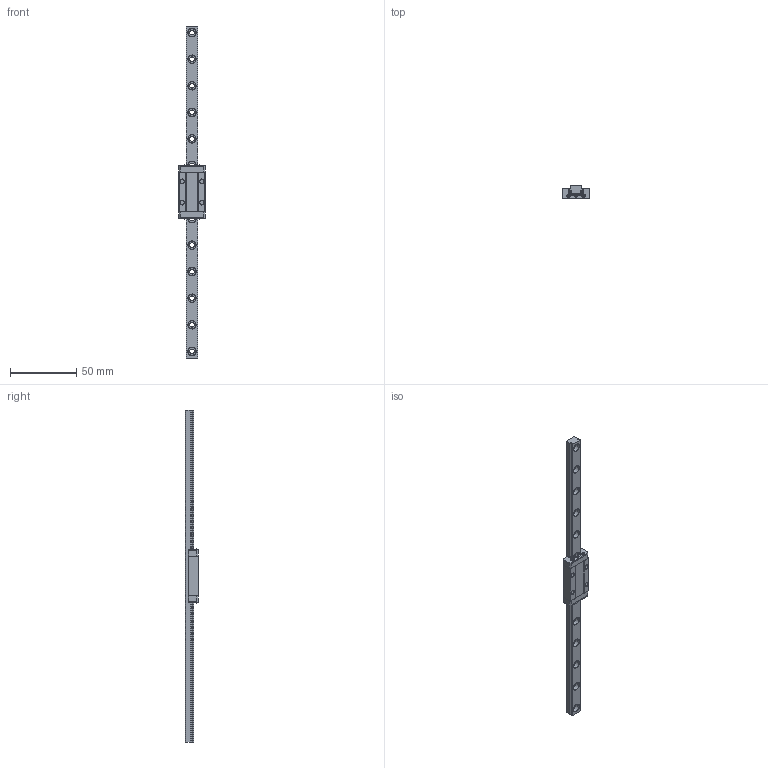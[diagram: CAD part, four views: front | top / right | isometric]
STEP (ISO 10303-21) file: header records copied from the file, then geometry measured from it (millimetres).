
FILE_DESCRIPTION(/* description */ (''),/* implementation_level */ '2;1');
FILE_NAME(/* name */ 'MGN9 - 250_v2.step',/* time_stamp */ '2023-05-23T22:39:52-06:00',/* author */ (''),/* organization */ (''),/* preprocessor_version */ 'ST-DEVELOPER v19.2',/* originating_system */ 'Autodesk Translation Framework v12.4.0.73',/* authorisation */ '');
FILE_SCHEMA (('AUTOMOTIVE_DESIGN { 1 0 10303 214 3 1 1 }'));
Length unit declared in the file: millimetre
Products named in the file (11): MGN9 - 250; MGN Carriage; MGN9H - Carriage (9); MGN9H - Carriage (11); MGN9H - Carriage (12); MGN9H - Carriage (13); MGN9H - Carriage (14); MGN9H - Carriage (15); MGN9H - Carriage (16); MGN9H - Carriage (17); MGN9H - Carriage (18)
Assembly tree (10 placements, depth 3):
  MGN9 - 250
    MGN Carriage
      MGN9H - Carriage (9)
      MGN9H - Carriage (11)
      MGN9H - Carriage (12)
      MGN9H - Carriage (13)
      MGN9H - Carriage (14)
      MGN9H - Carriage (15)
      MGN9H - Carriage (16)
      MGN9H - Carriage (17)
      MGN9H - Carriage (18)
Bounding box: 20 x 10 x 250 mm (x, y, z)
Volume: 16460.3 mm3; surface area: 13802.5 mm2
Topology: 10 solids, 10 shells, 332 faces, 880 edges, 581 vertices
Faces by surface type: plane 237, cylinder 61, cone 30, sphere 4
Full cylindrical faces by diameter (mm): 1.288 x5, 2.603 x4, 3 x4, 3.5 x13, 6 x13
Entity records: 10844 total; most frequent: DIRECTION 1827, CARTESIAN_POINT 1814, ORIENTED_EDGE 1760, EDGE_CURVE 880, LINE 639, VECTOR 639, AXIS2_PLACEMENT_3D 594, VERTEX_POINT 581
